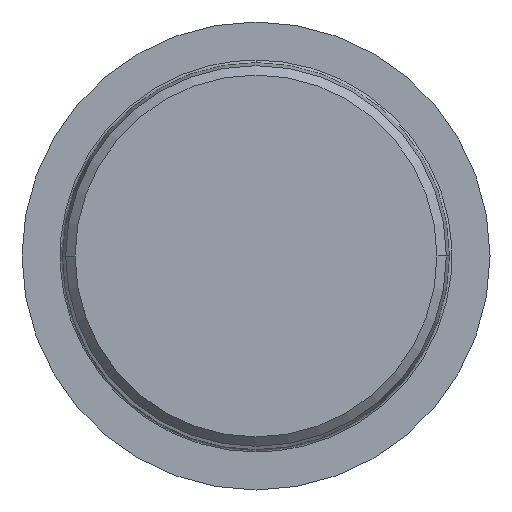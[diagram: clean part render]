
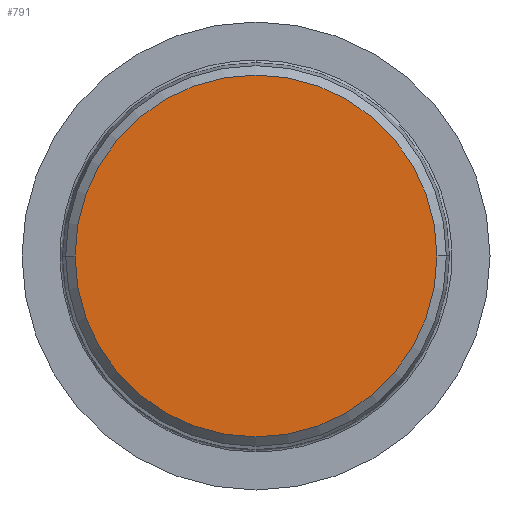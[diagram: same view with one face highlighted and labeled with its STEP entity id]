
A CAD part, front view. The second image highlights one B-rep face of the part: STEP entity #791.
In plain terms, the highlighted planar face has unit normal (0, -1, 0).
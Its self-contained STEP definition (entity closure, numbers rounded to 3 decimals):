
#5 = CIRCLE ( 'NONE', #699, 29. ) ;
#134 = AXIS2_PLACEMENT_3D ( 'NONE', #832, #492, #839 ) ;
#152 = DIRECTION ( 'NONE',  ( 0., 1., 0. ) ) ;
#200 = VERTEX_POINT ( 'NONE', #496 ) ;
#231 = EDGE_CURVE ( 'NONE', #921, #200, #1116, .T. ) ;
#252 = CARTESIAN_POINT ( 'NONE',  ( 0., 0., 0. ) ) ;
#320 = EDGE_LOOP ( 'NONE', ( #779, #706 ) ) ;
#377 = FACE_OUTER_BOUND ( 'NONE', #320, .T. ) ;
#492 = DIRECTION ( 'NONE',  ( 0., 1., 0. ) ) ;
#496 = CARTESIAN_POINT ( 'NONE',  ( -29., 0., 0. ) ) ;
#590 = CARTESIAN_POINT ( 'NONE',  ( 0., 0., 0. ) ) ;
#594 = DIRECTION ( 'NONE',  ( -1., 0., 0. ) ) ;
#670 = EDGE_CURVE ( 'NONE', #200, #921, #5, .T. ) ;
#699 = AXIS2_PLACEMENT_3D ( 'NONE', #252, #774, #594 ) ;
#706 = ORIENTED_EDGE ( 'NONE', *, *, #231, .F. ) ;
#774 = DIRECTION ( 'NONE',  ( 0., 1., 0. ) ) ;
#779 = ORIENTED_EDGE ( 'NONE', *, *, #670, .F. ) ;
#791 = ADVANCED_FACE ( 'NONE', ( #377 ), #1015, .F. ) ;
#832 = CARTESIAN_POINT ( 'NONE',  ( 0., 0., 0. ) ) ;
#839 = DIRECTION ( 'NONE',  ( 0., 0., 1. ) ) ;
#921 = VERTEX_POINT ( 'NONE', #1062 ) ;
#936 = DIRECTION ( 'NONE',  ( -1., 0., 0. ) ) ;
#1015 = PLANE ( 'NONE',  #134 ) ;
#1062 = CARTESIAN_POINT ( 'NONE',  ( 29., 0., 0. ) ) ;
#1116 = CIRCLE ( 'NONE', #1137, 29. ) ;
#1137 = AXIS2_PLACEMENT_3D ( 'NONE', #590, #152, #936 ) ;
